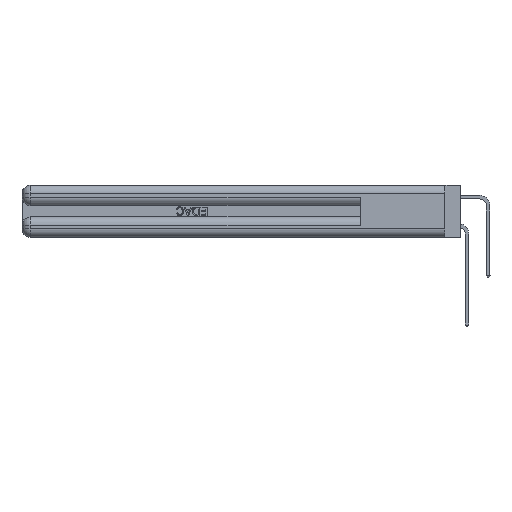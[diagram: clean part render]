
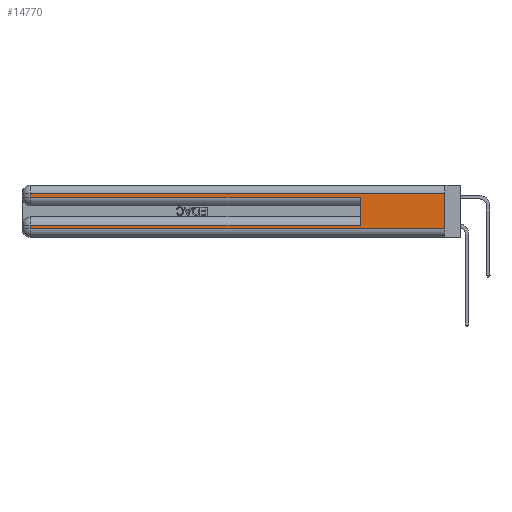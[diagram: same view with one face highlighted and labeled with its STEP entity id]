
A CAD part, left-side view. The second image highlights one B-rep face of the part: STEP entity #14770.
In plain terms, the highlighted planar face has unit normal (-1, 0, 0).
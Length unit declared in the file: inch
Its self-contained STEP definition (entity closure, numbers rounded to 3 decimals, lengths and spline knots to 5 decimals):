
#696 = VECTOR ( 'NONE', #5952, 39.37008 ) ;
#1208 = LINE ( 'NONE', #38846, #696 ) ;
#1256 = LINE ( 'NONE', #23346, #33078 ) ;
#1757 = DIRECTION ( 'NONE',  ( 1., 0., 0. ) ) ;
#2039 = CARTESIAN_POINT ( 'NONE',  ( 0., 0., 0.085 ) ) ;
#2459 = DIRECTION ( 'NONE',  ( 0., 1., 0. ) ) ;
#2585 = DIRECTION ( 'NONE',  ( 0., 0., -1. ) ) ;
#3351 = VERTEX_POINT ( 'NONE', #19007 ) ;
#3689 = EDGE_CURVE ( 'NONE', #27724, #3351, #36686, .T. ) ;
#4361 = LINE ( 'NONE', #14469, #37783 ) ;
#4371 = ORIENTED_EDGE ( 'NONE', *, *, #15542, .T. ) ;
#5403 = VECTOR ( 'NONE', #26855, 39.37008 ) ;
#5952 = DIRECTION ( 'NONE',  ( 0., 0., 1. ) ) ;
#5962 = FACE_OUTER_BOUND ( 'NONE', #33868, .T. ) ;
#6123 = ORIENTED_EDGE ( 'NONE', *, *, #6390, .T. ) ;
#6390 = EDGE_CURVE ( 'NONE', #26833, #14376, #24314, .T. ) ;
#7084 = EDGE_CURVE ( 'NONE', #26833, #31087, #1208, .T. ) ;
#9212 = EDGE_CURVE ( 'NONE', #3351, #31087, #35992, .T. ) ;
#9306 = CARTESIAN_POINT ( 'NONE',  ( 0., 2.94, 0.085 ) ) ;
#10854 = ORIENTED_EDGE ( 'NONE', *, *, #7084, .F. ) ;
#11275 = CARTESIAN_POINT ( 'NONE',  ( 0., 0., 0.285 ) ) ;
#12835 = EDGE_CURVE ( 'NONE', #14376, #20654, #35697, .T. ) ;
#14304 = CARTESIAN_POINT ( 'NONE',  ( 0., 0., 0.37 ) ) ;
#14376 = VERTEX_POINT ( 'NONE', #9306 ) ;
#14469 = CARTESIAN_POINT ( 'NONE',  ( 0., 0., 0.37 ) ) ;
#14770 = ADVANCED_FACE ( 'NONE', ( #5962 ), #21123, .F. ) ;
#15390 = CARTESIAN_POINT ( 'NONE',  ( 0., 0., 0.06 ) ) ;
#15542 = EDGE_CURVE ( 'NONE', #16169, #27724, #35717, .T. ) ;
#15597 = CARTESIAN_POINT ( 'NONE',  ( 0., 2.94, 0.37 ) ) ;
#16169 = VERTEX_POINT ( 'NONE', #19280 ) ;
#17073 = EDGE_CURVE ( 'NONE', #20654, #34665, #1256, .T. ) ;
#17582 = DIRECTION ( 'NONE',  ( 0., 0., -1. ) ) ;
#17784 = DIRECTION ( 'NONE',  ( 0., -1., 0. ) ) ;
#17960 = ORIENTED_EDGE ( 'NONE', *, *, #27807, .F. ) ;
#18199 = ORIENTED_EDGE ( 'NONE', *, *, #17073, .T. ) ;
#18305 = VECTOR ( 'NONE', #17784, 39.37008 ) ;
#19007 = CARTESIAN_POINT ( 'NONE',  ( 0., 2.94, 0.285 ) ) ;
#19280 = CARTESIAN_POINT ( 'NONE',  ( 0., 0., 0.31 ) ) ;
#19311 = AXIS2_PLACEMENT_3D ( 'NONE', #14304, #1757, #17582 ) ;
#20654 = VERTEX_POINT ( 'NONE', #33455 ) ;
#21123 = PLANE ( 'NONE',  #19311 ) ;
#21443 = CARTESIAN_POINT ( 'NONE',  ( 0., 0.6, 0.285 ) ) ;
#23346 = CARTESIAN_POINT ( 'NONE',  ( 0., 0., 0.06 ) ) ;
#24314 = LINE ( 'NONE', #2039, #30912 ) ;
#25765 = DIRECTION ( 'NONE',  ( 0., 0., -1. ) ) ;
#26586 = ORIENTED_EDGE ( 'NONE', *, *, #9212, .T. ) ;
#26833 = VERTEX_POINT ( 'NONE', #39604 ) ;
#26855 = DIRECTION ( 'NONE',  ( 0., 1., 0. ) ) ;
#26903 = DIRECTION ( 'NONE',  ( 0., -1., 0. ) ) ;
#27724 = VERTEX_POINT ( 'NONE', #37126 ) ;
#27807 = EDGE_CURVE ( 'NONE', #16169, #34665, #4361, .T. ) ;
#27821 = ORIENTED_EDGE ( 'NONE', *, *, #3689, .T. ) ;
#30912 = VECTOR ( 'NONE', #2459, 39.37008 ) ;
#31087 = VERTEX_POINT ( 'NONE', #21443 ) ;
#31681 = VECTOR ( 'NONE', #2585, 39.37008 ) ;
#33078 = VECTOR ( 'NONE', #26903, 39.37008 ) ;
#33455 = CARTESIAN_POINT ( 'NONE',  ( 0., 2.94, 0.06 ) ) ;
#33868 = EDGE_LOOP ( 'NONE', ( #17960, #4371, #27821, #26586, #10854, #6123, #34794, #18199 ) ) ;
#34175 = VECTOR ( 'NONE', #25765, 39.37008 ) ;
#34665 = VERTEX_POINT ( 'NONE', #15390 ) ;
#34794 = ORIENTED_EDGE ( 'NONE', *, *, #12835, .T. ) ;
#35697 = LINE ( 'NONE', #41398, #31681 ) ;
#35717 = LINE ( 'NONE', #36622, #5403 ) ;
#35992 = LINE ( 'NONE', #11275, #18305 ) ;
#36622 = CARTESIAN_POINT ( 'NONE',  ( 0., 0., 0.31 ) ) ;
#36686 = LINE ( 'NONE', #15597, #34175 ) ;
#37126 = CARTESIAN_POINT ( 'NONE',  ( 0., 2.94, 0.31 ) ) ;
#37274 = DIRECTION ( 'NONE',  ( 0., 0., -1. ) ) ;
#37783 = VECTOR ( 'NONE', #37274, 39.37008 ) ;
#38846 = CARTESIAN_POINT ( 'NONE',  ( 0., 0.6, 0.145 ) ) ;
#39604 = CARTESIAN_POINT ( 'NONE',  ( 0., 0.6, 0.085 ) ) ;
#41398 = CARTESIAN_POINT ( 'NONE',  ( 0., 2.94, 0.37 ) ) ;
